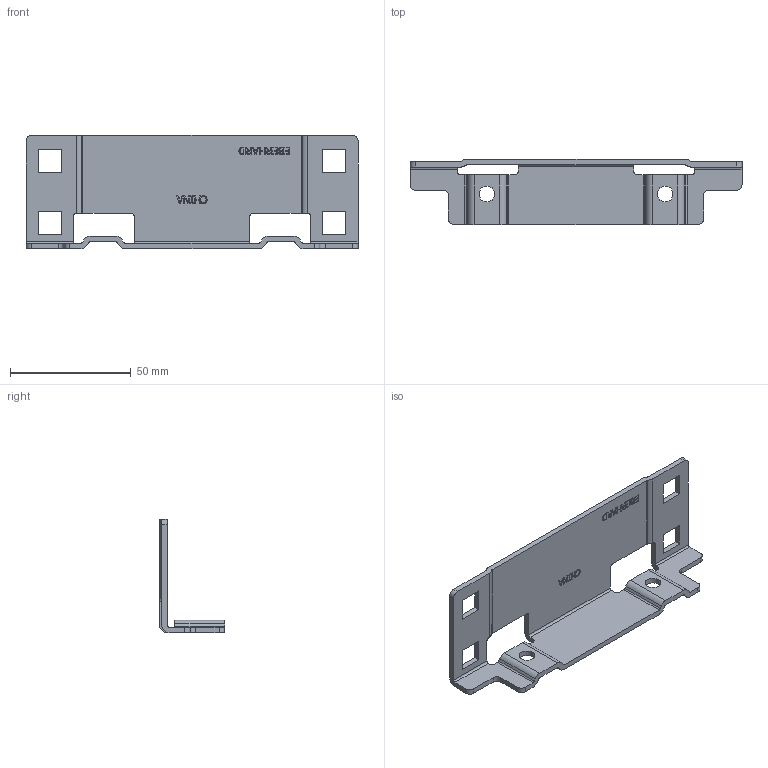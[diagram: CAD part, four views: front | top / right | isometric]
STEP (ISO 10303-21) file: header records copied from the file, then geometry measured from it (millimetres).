
FILE_DESCRIPTION(/* description */ ('ACTUATOR LEVER MOUNTING BRACKET'),/* implementation_level */ '2;1');
FILE_NAME(/* name */ '19411-1.stp',/* time_stamp */ '2023-11-28T10:33:55-05:00',/* author */ ('dtinay'),/* organization */ ('Eberhard Manufacturing Company'),/* preprocessor_version */ 'ST-DEVELOPER v20',/* originating_system */ 'Autodesk Inventor 2024',/* authorisation */ '');
FILE_SCHEMA (('AUTOMOTIVE_DESIGN { 1 0 10303 214 3 1 1 }'));
Length unit declared in the file: inch
Products named in the file (1): 19411-1
Bounding box: 137.31 x 26.99 x 46.81 mm (x, y, z)
Volume: 18277.1 mm3; surface area: 17827.4 mm2
Topology: 1 solids, 1 shells, 310 faces, 876 edges, 584 vertices
Faces by surface type: plane 210, bspline 52, cylinder 48
Full cylindrical faces by diameter (mm): 6.528 x2
Entity records: 10305 total; most frequent: CARTESIAN_POINT 2447, ORIENTED_EDGE 1752, DIRECTION 1386, EDGE_CURVE 876, LINE 676, VECTOR 676, VERTEX_POINT 584, AXIS2_PLACEMENT_3D 355
